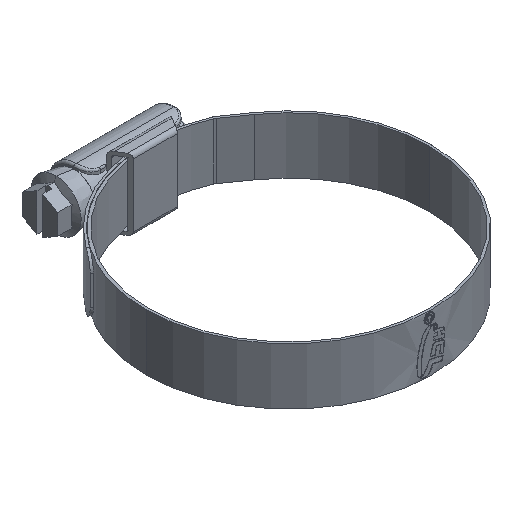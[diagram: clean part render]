
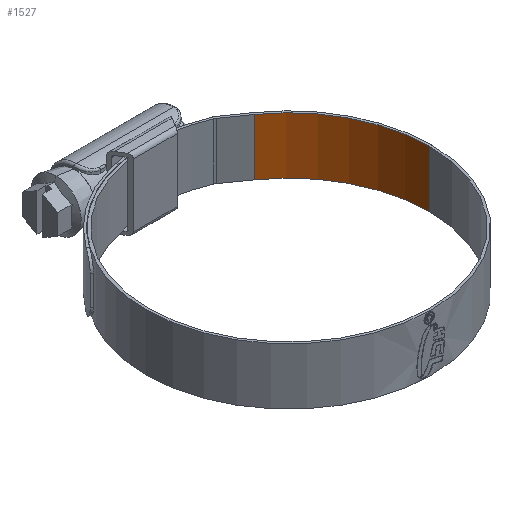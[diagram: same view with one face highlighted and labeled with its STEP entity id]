
A CAD part, isometric view. The second image highlights one B-rep face of the part: STEP entity #1527.
In plain terms, the highlighted cylindrical face has radius 31.5 mm (diameter 63 mm), a partial arc.
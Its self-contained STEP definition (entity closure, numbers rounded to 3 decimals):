
#55 = AXIS2_PLACEMENT_3D ( 'NONE', #7423, #414, #2629 ) ;
#61 = AXIS2_PLACEMENT_3D ( 'NONE', #5568, #6186, #2596 ) ;
#199 = ORIENTED_EDGE ( 'NONE', *, *, #3651, .T. ) ;
#414 = DIRECTION ( 'NONE',  ( 0., 0., 1. ) ) ;
#757 = CARTESIAN_POINT ( 'NONE',  ( 0., 0., 6.35 ) ) ;
#975 = DIRECTION ( 'NONE',  ( 0., 0., -1. ) ) ;
#1055 = CARTESIAN_POINT ( 'NONE',  ( 18.068, 25.803, 6.35 ) ) ;
#1410 = CYLINDRICAL_SURFACE ( 'NONE', #61, 31.5 ) ;
#1518 = VERTEX_POINT ( 'NONE', #4105 ) ;
#1527 = ADVANCED_FACE ( 'NONE', ( #2094 ), #1410, .F. ) ;
#1818 = ORIENTED_EDGE ( 'NONE', *, *, #5150, .F. ) ;
#2094 = FACE_OUTER_BOUND ( 'NONE', #5253, .T. ) ;
#2596 = DIRECTION ( 'NONE',  ( -1., 0., 0. ) ) ;
#2629 = DIRECTION ( 'NONE',  ( 1., 0., 0. ) ) ;
#2927 = CARTESIAN_POINT ( 'NONE',  ( 18.068, 25.803, 6.35 ) ) ;
#3159 = AXIS2_PLACEMENT_3D ( 'NONE', #757, #4191, #5346 ) ;
#3651 = EDGE_CURVE ( 'NONE', #3958, #7578, #7364, .T. ) ;
#3848 = ORIENTED_EDGE ( 'NONE', *, *, #4398, .F. ) ;
#3958 = VERTEX_POINT ( 'NONE', #7556 ) ;
#4084 = CARTESIAN_POINT ( 'NONE',  ( 31.5, 0., 6.35 ) ) ;
#4105 = CARTESIAN_POINT ( 'NONE',  ( 31.5, 0., -6.35 ) ) ;
#4191 = DIRECTION ( 'NONE',  ( 0., 0., 1. ) ) ;
#4398 = EDGE_CURVE ( 'NONE', #3958, #1518, #7607, .T. ) ;
#4534 = LINE ( 'NONE', #1055, #5058 ) ;
#4749 = CIRCLE ( 'NONE', #55, 31.5 ) ;
#5058 = VECTOR ( 'NONE', #975, 1000. ) ;
#5150 = EDGE_CURVE ( 'NONE', #1518, #5213, #4749, .T. ) ;
#5213 = VERTEX_POINT ( 'NONE', #6525 ) ;
#5253 = EDGE_LOOP ( 'NONE', ( #3848, #199, #6111, #1818 ) ) ;
#5346 = DIRECTION ( 'NONE',  ( 1., 0., 0. ) ) ;
#5568 = CARTESIAN_POINT ( 'NONE',  ( 0., 0., 6.35 ) ) ;
#5859 = DIRECTION ( 'NONE',  ( 0., 0., -1. ) ) ;
#6111 = ORIENTED_EDGE ( 'NONE', *, *, #6731, .T. ) ;
#6186 = DIRECTION ( 'NONE',  ( 0., 0., -1. ) ) ;
#6525 = CARTESIAN_POINT ( 'NONE',  ( 18.068, 25.803, -6.35 ) ) ;
#6731 = EDGE_CURVE ( 'NONE', #7578, #5213, #4534, .T. ) ;
#7134 = VECTOR ( 'NONE', #5859, 1000. ) ;
#7364 = CIRCLE ( 'NONE', #3159, 31.5 ) ;
#7423 = CARTESIAN_POINT ( 'NONE',  ( 0., 0., -6.35 ) ) ;
#7556 = CARTESIAN_POINT ( 'NONE',  ( 31.5, 0., 6.35 ) ) ;
#7578 = VERTEX_POINT ( 'NONE', #2927 ) ;
#7607 = LINE ( 'NONE', #4084, #7134 ) ;
